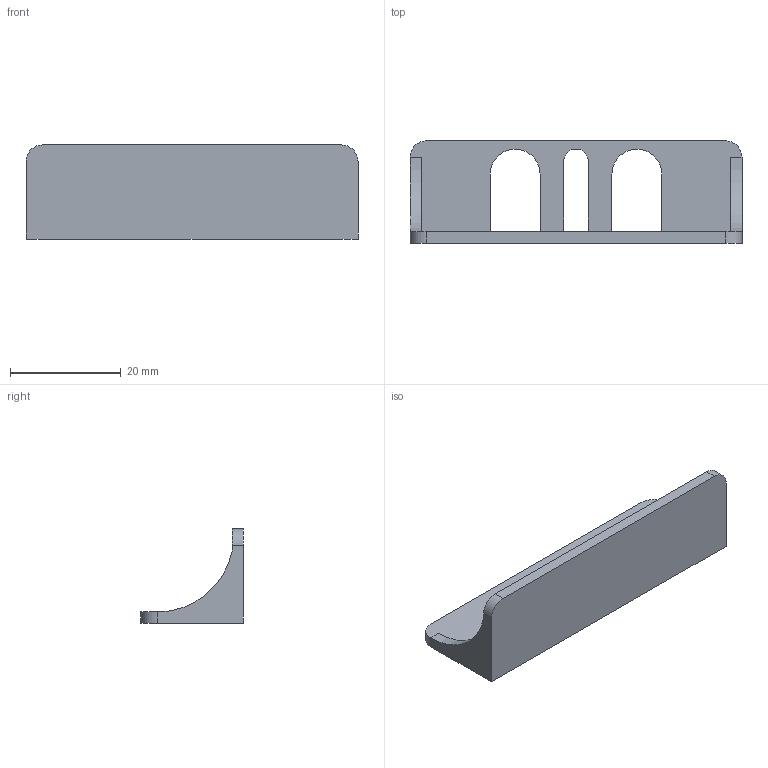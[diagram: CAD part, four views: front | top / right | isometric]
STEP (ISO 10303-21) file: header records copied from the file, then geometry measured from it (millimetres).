
FILE_DESCRIPTION(/* description */ ('ANGOLARE SUPERIORE PER SUPPORTO RETE'),/* implementation_level */ '2;1');
FILE_NAME(/* name */ 'XF40102G.stp',/* time_stamp */ '2014-10-22T14:35:08+02:00',/* author */ ('SRubbiani'),/* organization */ (''),/* preprocessor_version */ 'ST-DEVELOPER v15.2',/* originating_system */ 'Autodesk Inventor 2014',/* authorisation */ '');
FILE_SCHEMA (('AUTOMOTIVE_DESIGN { 1 0 10303 214 3 1 1 }'));
Length unit declared in the file: millimetre
Products named in the file (1): XF40102G
Bounding box: 60 x 18.5 x 17 mm (x, y, z)
Volume: 3518.2 mm3; surface area: 4110 mm2
Topology: 1 solids, 1 shells, 25 faces, 76 edges, 50 vertices
Faces by surface type: plane 16, cylinder 9
Entity records: 888 total; most frequent: ORIENTED_EDGE 152, CARTESIAN_POINT 152, DIRECTION 146, EDGE_CURVE 76, LINE 58, VECTOR 58, VERTEX_POINT 50, AXIS2_PLACEMENT_3D 44
